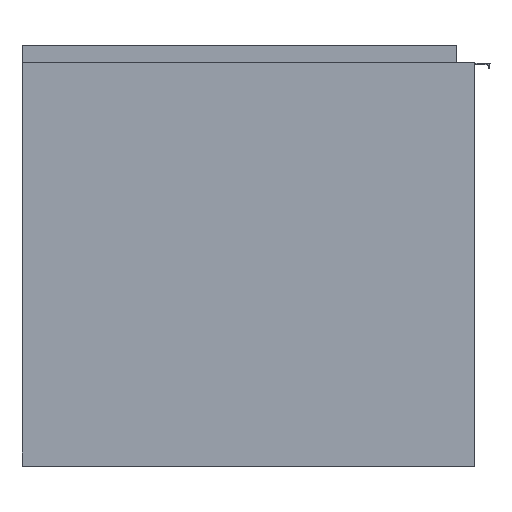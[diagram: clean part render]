
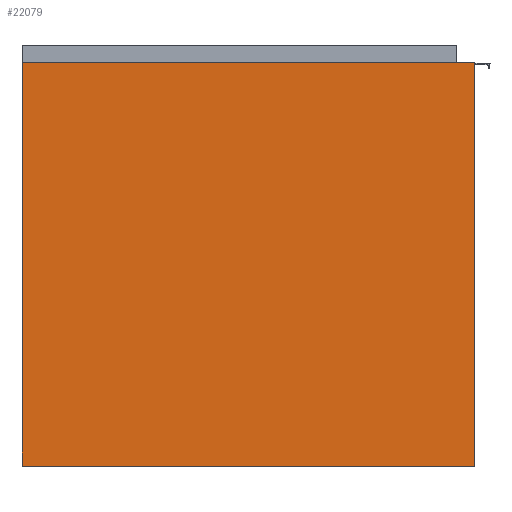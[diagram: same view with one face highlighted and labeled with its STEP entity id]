
A CAD part, left-side view. The second image highlights one B-rep face of the part: STEP entity #22079.
In plain terms, the highlighted planar face has unit normal (-1, 0, 0).
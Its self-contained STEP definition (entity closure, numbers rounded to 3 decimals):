
#2046=FACE_OUTER_BOUND('',#3314,.T.);
#3314=EDGE_LOOP('',(#15848,#15849,#15850,#15851));
#4954=LINE('',#32788,#7299);
#4958=LINE('',#32796,#7303);
#4961=LINE('',#32802,#7306);
#4964=LINE('',#32807,#7309);
#7299=VECTOR('',#26382,462.);
#7303=VECTOR('',#26388,412.);
#7306=VECTOR('',#26393,462.);
#7309=VECTOR('',#26398,412.);
#9537=VERTEX_POINT('',#32786);
#9538=VERTEX_POINT('',#32787);
#9541=VERTEX_POINT('',#32795);
#9543=VERTEX_POINT('',#32801);
#11915=EDGE_CURVE('',#9537,#9538,#4954,.T.);
#11919=EDGE_CURVE('',#9541,#9537,#4958,.T.);
#11922=EDGE_CURVE('',#9543,#9541,#4961,.T.);
#11925=EDGE_CURVE('',#9538,#9543,#4964,.T.);
#15848=ORIENTED_EDGE('',*,*,#11925,.F.);
#15849=ORIENTED_EDGE('',*,*,#11915,.F.);
#15850=ORIENTED_EDGE('',*,*,#11919,.F.);
#15851=ORIENTED_EDGE('',*,*,#11922,.F.);
#21254=PLANE('',#23453);
#22079=ADVANCED_FACE('',(#2046),#21254,.F.);
#23453=AXIS2_PLACEMENT_3D('',#32810,#26402,#26403);
#26382=DIRECTION('',(0.,1.,0.));
#26388=DIRECTION('',(0.,0.,-1.));
#26393=DIRECTION('',(0.,-1.,0.));
#26398=DIRECTION('',(0.,0.,1.));
#26402=DIRECTION('center_axis',(1.,0.,0.));
#26403=DIRECTION('ref_axis',(0.,0.,-1.));
#32786=CARTESIAN_POINT('',(0.,0.,0.));
#32787=CARTESIAN_POINT('',(0.,462.,0.));
#32788=CARTESIAN_POINT('',(0.,0.,0.));
#32795=CARTESIAN_POINT('',(0.,0.,412.));
#32796=CARTESIAN_POINT('',(0.,0.,412.));
#32801=CARTESIAN_POINT('',(0.,462.,412.));
#32802=CARTESIAN_POINT('',(0.,462.,412.));
#32807=CARTESIAN_POINT('',(0.,462.,0.));
#32810=CARTESIAN_POINT('Origin',(0.,231.,206.));
